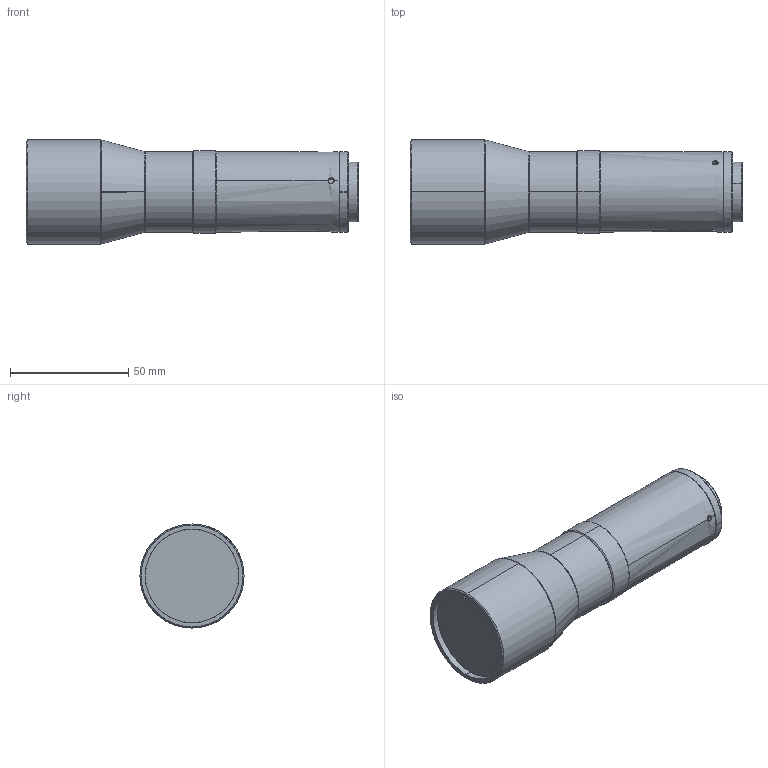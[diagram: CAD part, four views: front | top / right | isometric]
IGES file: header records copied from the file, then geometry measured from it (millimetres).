
Start section: SolidWorks IGES file using analytic representation for surfaces
Global section: file name: DTCM110-26.IGS; native system: SolidWorks 2012; preprocessor: SolidWorks 2012; author: frank; date: 160712.171017; units: millimetre
Bounding box: 140.32 x 44 x 44 mm (x, y, z)
Surface area: 19527.4 mm2 (no closed solid volume)
Topology: 0 solids, 0 shells, 54 faces, 1222 edges, 1220 vertices
Faces by surface type: revolution 43, bspline 11
